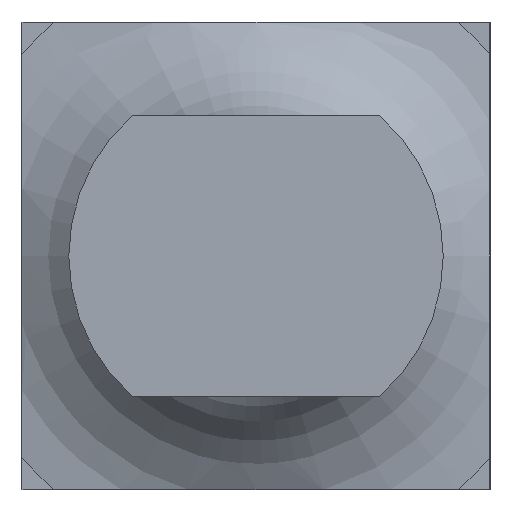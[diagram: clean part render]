
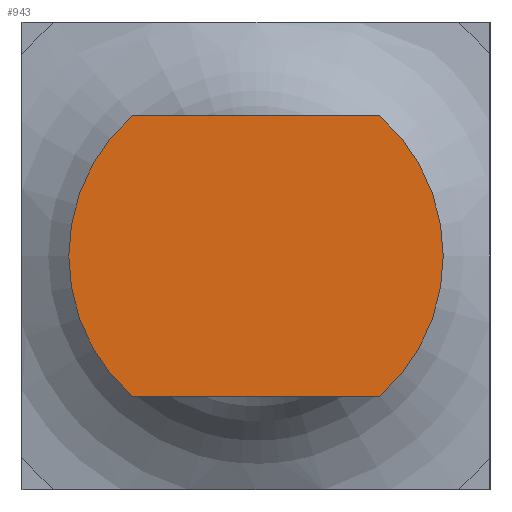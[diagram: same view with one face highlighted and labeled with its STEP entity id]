
A CAD part, left-side view. The second image highlights one B-rep face of the part: STEP entity #943.
In plain terms, the highlighted planar face has unit normal (-1, 0, 0).
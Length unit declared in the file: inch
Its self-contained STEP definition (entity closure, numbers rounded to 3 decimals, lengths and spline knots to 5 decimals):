
#67=PLANE('',#1025);
#114=FACE_OUTER_BOUND('',#174,.T.);
#174=EDGE_LOOP('',(#756,#757,#758,#759));
#251=LINE('',#1514,#343);
#254=LINE('',#1555,#346);
#343=VECTOR('',#1187,0.3937);
#346=VECTOR('',#1192,0.3937);
#404=CIRCLE('',#1024,0.6);
#405=CIRCLE('',#1026,0.6);
#458=VERTEX_POINT('',#1478);
#460=VERTEX_POINT('',#1512);
#462=VERTEX_POINT('',#1517);
#465=VERTEX_POINT('',#1553);
#565=EDGE_CURVE('',#458,#460,#251,.T.);
#570=EDGE_CURVE('',#462,#465,#254,.T.);
#572=EDGE_CURVE('',#460,#462,#404,.T.);
#573=EDGE_CURVE('',#465,#458,#405,.T.);
#756=ORIENTED_EDGE('',*,*,#565,.T.);
#757=ORIENTED_EDGE('',*,*,#572,.T.);
#758=ORIENTED_EDGE('',*,*,#570,.T.);
#759=ORIENTED_EDGE('',*,*,#573,.T.);
#943=ADVANCED_FACE('',(#114),#67,.T.);
#1024=AXIS2_PLACEMENT_3D('',#1558,#1197,#1198);
#1025=AXIS2_PLACEMENT_3D('',#1559,#1199,#1200);
#1026=AXIS2_PLACEMENT_3D('',#1560,#1201,#1202);
#1187=DIRECTION('',(0.,-1.,0.));
#1192=DIRECTION('',(0.,1.,0.));
#1197=DIRECTION('center_axis',(-1.,0.,0.));
#1198=DIRECTION('ref_axis',(0.,1.,0.));
#1199=DIRECTION('center_axis',(-1.,0.,0.));
#1200=DIRECTION('ref_axis',(0.,-1.,0.));
#1201=DIRECTION('center_axis',(-1.,0.,0.));
#1202=DIRECTION('ref_axis',(0.,1.,0.));
#1478=CARTESIAN_POINT('',(-3.375,0.39686,-0.45));
#1512=CARTESIAN_POINT('',(-3.375,-0.39686,-0.45));
#1514=CARTESIAN_POINT('',(-3.375,0.375,-0.45));
#1517=CARTESIAN_POINT('',(-3.375,-0.39686,0.45));
#1553=CARTESIAN_POINT('',(-3.375,0.39686,0.45));
#1555=CARTESIAN_POINT('',(-3.375,0.375,0.45));
#1558=CARTESIAN_POINT('Origin',(-3.375,0.,0.));
#1559=CARTESIAN_POINT('Origin',(-3.375,0.75,0.));
#1560=CARTESIAN_POINT('Origin',(-3.375,0.,0.));
